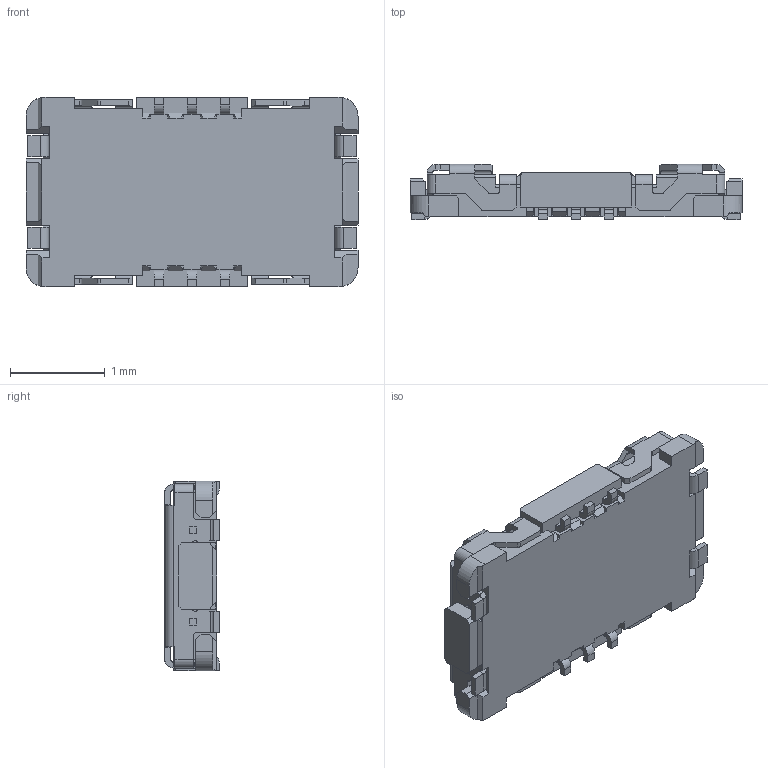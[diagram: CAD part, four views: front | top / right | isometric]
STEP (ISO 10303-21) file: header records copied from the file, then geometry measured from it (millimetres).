
FILE_DESCRIPTION (( 'STEP AP214' ), '1' );
FILE_NAME ('505066-0622.STEP', '2023-09-08T12:24:22', ( '' ), ( '' ), 'SwSTEP 2.0', 'SolidWorks 2021', '' );
FILE_SCHEMA (( 'AUTOMOTIVE_DESIGN' ));
Length unit declared in the file: millimetre
Products named in the file (4): 505066-xx22_06; B term; 505066-0622; pin
Assembly tree (9 placements, depth 2):
  505066-0622
    505066-xx22_06
    B term  x2
    pin  x6
Bounding box: 3.5 x 0.58 x 2 mm (x, y, z)
Volume: 2 mm3; surface area: 39.1 mm2
Topology: 15 solids, 15 shells, 1042 faces, 2792 edges, 1780 vertices
Faces by surface type: plane 822, cylinder 208, bspline 8, torus 4
Entity records: 19160 total; most frequent: CARTESIAN_POINT 3542, ORIENTED_EDGE 3330, DIRECTION 3037, EDGE_CURVE 1665, VECTOR 1475, LINE 1475, VERTEX_POINT 1062, AXIS2_PLACEMENT_3D 781
